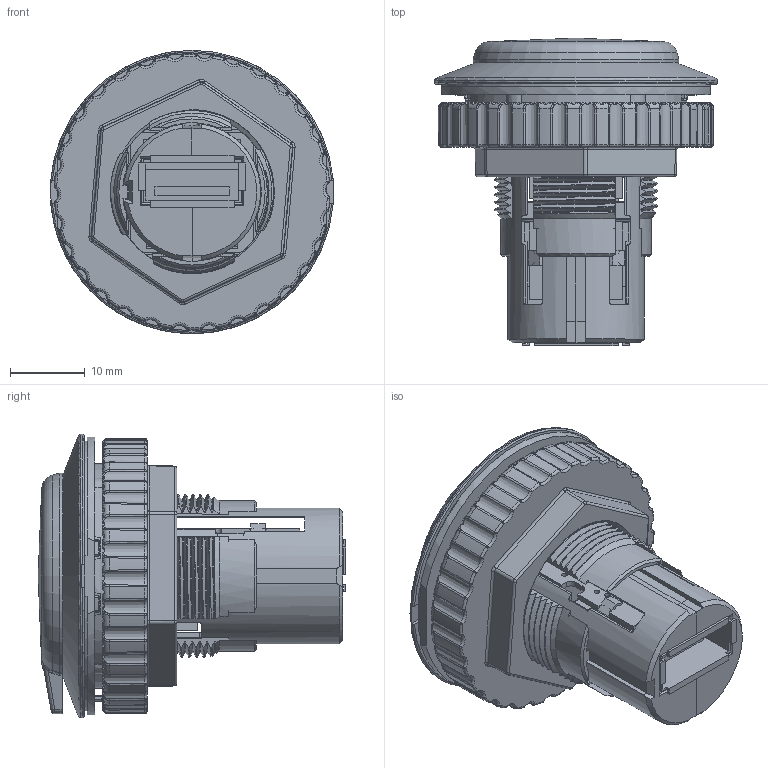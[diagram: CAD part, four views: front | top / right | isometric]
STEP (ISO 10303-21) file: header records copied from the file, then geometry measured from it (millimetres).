
FILE_DESCRIPTION(/* description */ (''),/* implementation_level */ '2;1');
FILE_NAME(/* name */ 'FILE_STP_CAD_DRAWING_LPFD05_CATALOG_prt.stp',/* time_stamp */ '2020-10-16T13:33:32+02:00',/* author */ (''),/* organization */ (''),/* preprocessor_version */ 'ST-DEVELOPER v16.7',/* originating_system */ 'SIEMENS PLM Software NX 12.0',/* authorisation */ '');
FILE_SCHEMA (('AUTOMOTIVE_DESIGN { 1 0 10303 214 3 1 1 1 }'));
Products named in the file (1): LPFD05_CATALOG
Bounding box: 37.99 x 41.25 x 38 mm (x, y, z)
Surface area: 12600.1 mm2 (no closed solid volume)
Topology: 0 solids, 53 shells, 1188 faces, 3870 edges, 2703 vertices
Faces by surface type: plane 441, bspline 273, cone 145, torus 145, cylinder 112, sphere 72
Full cylindrical faces by diameter (mm): 0.75 x6, 1.8 x1, 27.6 x1, 28 x1, 38 x1
Entity records: 101300 total; most frequent: CARTESIAN_POINT 70800, ORIENTED_EDGE 6429, DIRECTION 5376, EDGE_CURVE 3834, VERTEX_POINT 2694, AXIS2_PLACEMENT_3D 2221, B_SPLINE_CURVE_WITH_KNOTS 1596, EDGE_LOOP 1247
